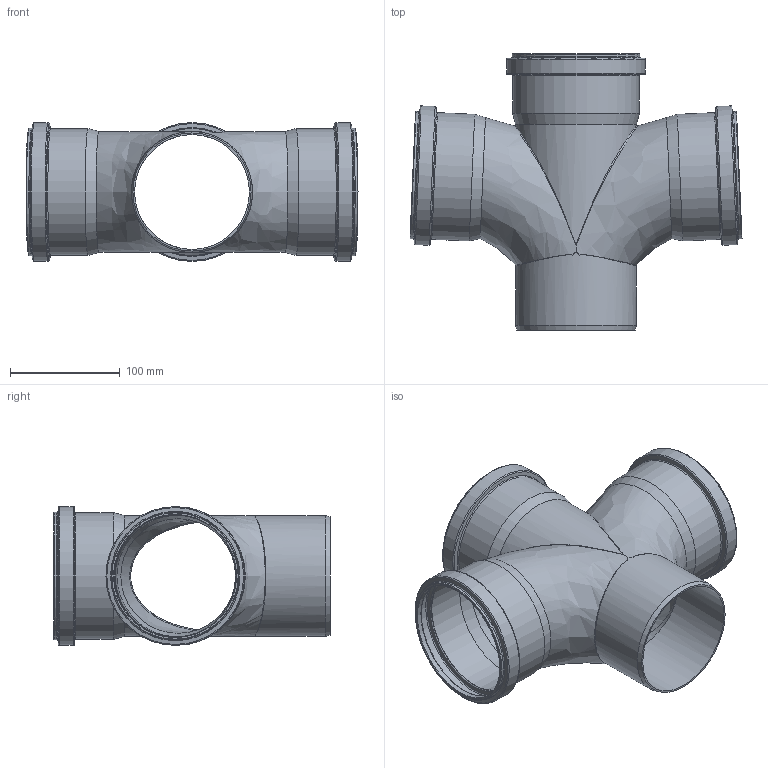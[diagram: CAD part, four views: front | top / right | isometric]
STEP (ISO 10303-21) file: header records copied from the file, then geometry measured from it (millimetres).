
FILE_DESCRIPTION(/* description */ (''),/* implementation_level */ '2;1');
FILE_NAME(/* name */ '175930 HT Safe DA Doppelabzweig DN110x110x110x87,5° swept.stp',/* time_stamp */ '2021-04-24T13:12:29+02:00',/* author */ ('corinna'),/* organization */ (''),/* preprocessor_version */ 'ST-DEVELOPER v18',/* originating_system */ 'Autodesk Inventor 2020',/* authorisation */ '');
FILE_SCHEMA (('AUTOMOTIVE_DESIGN { 1 0 10303 214 3 1 1 }'));
Length unit declared in the file: millimetre
Products named in the file (1): 175930 HT Safe DA Doppelabzweig DN110x110x110x87,5° swept
Bounding box: 302.95 x 252.1 x 126.7 mm (x, y, z)
Volume: 401482.5 mm3; surface area: 311431.8 mm2
Topology: 1 solids, 1 shells, 95 faces, 332 edges, 240 vertices
Faces by surface type: torus 30, cylinder 25, cone 19, plane 11, bspline 10
Full cylindrical faces by diameter (mm): 104.8 x2, 110.2 x2, 110.9 x3, 111.5 x6, 115.7 x3, 116.3 x3, 121.9 x3, 126.7 x3
Entity records: 4859 total; most frequent: CARTESIAN_POINT 1728, DIRECTION 738, ORIENTED_EDGE 664, AXIS2_PLACEMENT_3D 346, EDGE_CURVE 332, CIRCLE 256, VERTEX_POINT 240, EDGE_LOOP 102
